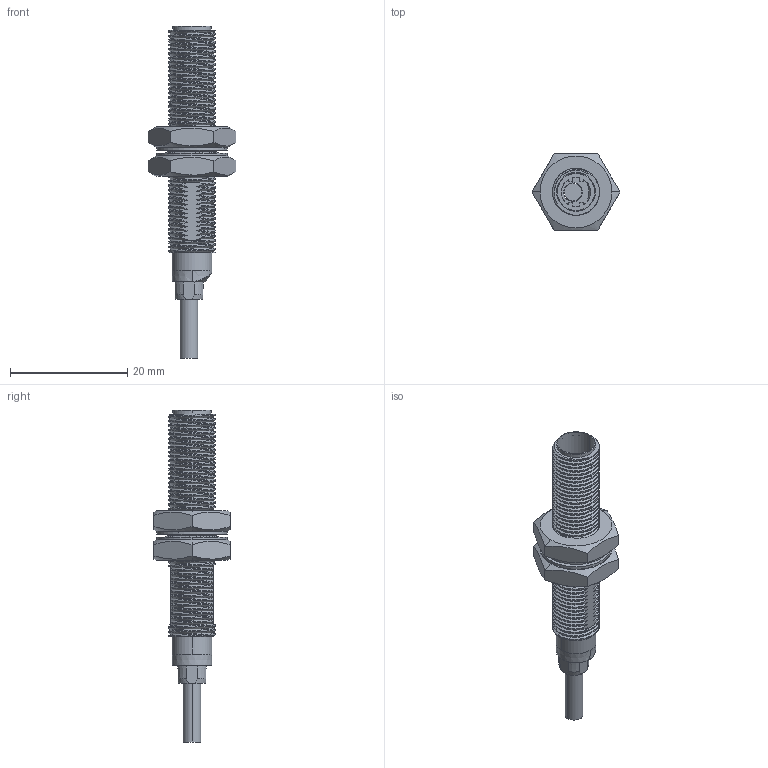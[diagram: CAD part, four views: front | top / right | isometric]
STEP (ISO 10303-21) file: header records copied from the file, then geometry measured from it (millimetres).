
FILE_DESCRIPTION((''),'2;1');
FILE_NAME('PRT0007','2022-03-23T',('EDY'),(''),'CREO PARAMETRIC BY PTC INC, 2018070','CREO PARAMETRIC BY PTC INC, 2018070','');
FILE_SCHEMA(('CONFIG_CONTROL_DESIGN'));
Products named in the file (1): PRT0007
Bounding box: 15.01 x 13 x 56.7 mm (x, y, z)
Volume: 1548.6 mm3; surface area: 3462.4 mm2
Topology: 2 solids, 2 shells, 803 faces, 2426 edges, 1628 vertices
Faces by surface type: plane 501, cylinder 182, bspline 73, cone 42, torus 3, sphere 2
Entity records: 81079 total; most frequent: CARTESIAN_POINT 60297, ORIENTED_EDGE 4832, DIRECTION 3593, EDGE_CURVE 2416, VERTEX_POINT 1626, VECTOR 1579, LINE 1579, AXIS2_PLACEMENT_3D 1007
